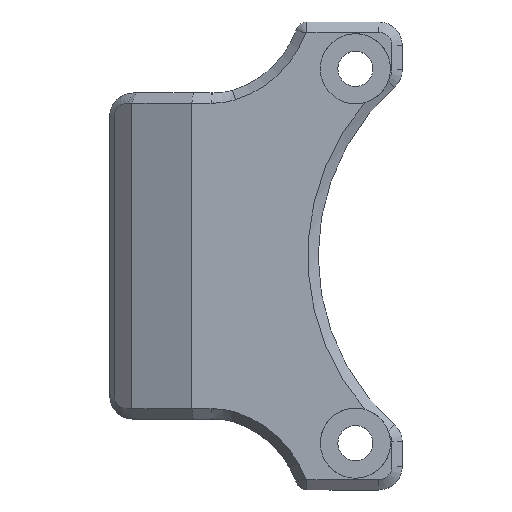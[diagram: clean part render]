
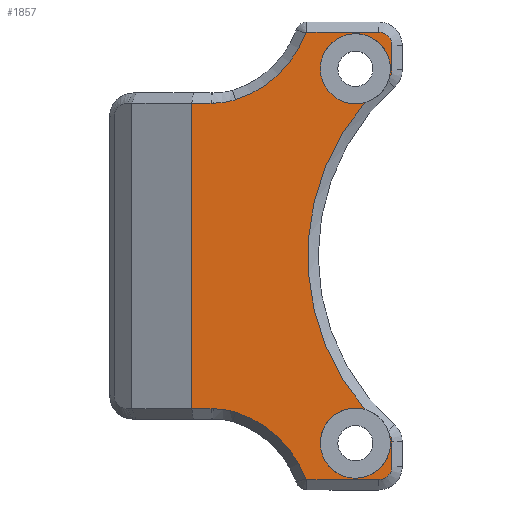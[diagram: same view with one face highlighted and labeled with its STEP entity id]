
A CAD part, top view. The second image highlights one B-rep face of the part: STEP entity #1857.
In plain terms, the highlighted planar face has unit normal (0, 0, 1).
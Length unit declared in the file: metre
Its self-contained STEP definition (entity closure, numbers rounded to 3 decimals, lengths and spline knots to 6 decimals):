
#54=B_SPLINE_CURVE_WITH_KNOTS('',3,(#2914,#2915,#2916,#2917),
 .UNSPECIFIED.,.F.,.F.,(4,4),(0.,1.),.UNSPECIFIED.);
#55=B_SPLINE_CURVE_WITH_KNOTS('',3,(#2926,#2927,#2928,#2929),
 .UNSPECIFIED.,.F.,.F.,(4,4),(0.,1.),.UNSPECIFIED.);
#56=B_SPLINE_CURVE_WITH_KNOTS('',3,(#2931,#2932,#2933,#2934),
 .UNSPECIFIED.,.F.,.F.,(4,4),(0.,1.),.UNSPECIFIED.);
#57=B_SPLINE_CURVE_WITH_KNOTS('',3,(#2938,#2939,#2940,#2941),
 .UNSPECIFIED.,.F.,.F.,(4,4),(0.,1.),.UNSPECIFIED.);
#58=B_SPLINE_CURVE_WITH_KNOTS('',3,(#2965,#2966,#2967,#2968),
 .UNSPECIFIED.,.F.,.F.,(4,4),(0.,1.),.UNSPECIFIED.);
#59=B_SPLINE_CURVE_WITH_KNOTS('',3,(#2972,#2973,#2974,#2975),
 .UNSPECIFIED.,.F.,.F.,(4,4),(0.,1.),.UNSPECIFIED.);
#138=CIRCLE('',#2000,0.0093);
#139=CIRCLE('',#2001,0.001118);
#140=CIRCLE('',#2002,0.001118);
#141=CIRCLE('',#2003,0.003);
#142=CIRCLE('',#2004,0.020067);
#143=CIRCLE('',#2005,0.003);
#144=CIRCLE('',#2006,0.001118);
#145=CIRCLE('',#2007,0.001118);
#146=CIRCLE('',#2008,0.0093);
#335=ORIENTED_EDGE('',*,*,#887,.T.);
#336=ORIENTED_EDGE('',*,*,#888,.T.);
#337=ORIENTED_EDGE('',*,*,#889,.T.);
#338=ORIENTED_EDGE('',*,*,#890,.T.);
#339=ORIENTED_EDGE('',*,*,#891,.T.);
#340=ORIENTED_EDGE('',*,*,#892,.T.);
#341=ORIENTED_EDGE('',*,*,#893,.T.);
#342=ORIENTED_EDGE('',*,*,#894,.T.);
#343=ORIENTED_EDGE('',*,*,#895,.T.);
#344=ORIENTED_EDGE('',*,*,#896,.T.);
#345=ORIENTED_EDGE('',*,*,#897,.T.);
#346=ORIENTED_EDGE('',*,*,#898,.T.);
#347=ORIENTED_EDGE('',*,*,#899,.F.);
#348=ORIENTED_EDGE('',*,*,#900,.T.);
#349=ORIENTED_EDGE('',*,*,#901,.F.);
#350=ORIENTED_EDGE('',*,*,#902,.T.);
#351=ORIENTED_EDGE('',*,*,#903,.T.);
#352=ORIENTED_EDGE('',*,*,#904,.T.);
#353=ORIENTED_EDGE('',*,*,#905,.T.);
#354=ORIENTED_EDGE('',*,*,#906,.T.);
#355=ORIENTED_EDGE('',*,*,#907,.T.);
#356=ORIENTED_EDGE('',*,*,#908,.T.);
#887=EDGE_CURVE('',#1159,#1160,#54,.T.);
#888=EDGE_CURVE('',#1160,#1161,#1328,.T.);
#889=EDGE_CURVE('',#1161,#1162,#1329,.T.);
#890=EDGE_CURVE('',#1162,#1163,#1330,.T.);
#891=EDGE_CURVE('',#1163,#1164,#55,.T.);
#892=EDGE_CURVE('',#1164,#1165,#56,.T.);
#893=EDGE_CURVE('',#1165,#1166,#138,.F.);
#894=EDGE_CURVE('',#1166,#1167,#57,.T.);
#895=EDGE_CURVE('',#1167,#1168,#1331,.T.);
#896=EDGE_CURVE('',#1168,#1169,#139,.T.);
#897=EDGE_CURVE('',#1169,#1170,#1332,.T.);
#898=EDGE_CURVE('',#1170,#1171,#140,.T.);
#899=EDGE_CURVE('',#1172,#1171,#141,.T.);
#900=EDGE_CURVE('',#1172,#1173,#142,.F.);
#901=EDGE_CURVE('',#1174,#1173,#143,.T.);
#902=EDGE_CURVE('',#1174,#1175,#144,.T.);
#903=EDGE_CURVE('',#1175,#1176,#1333,.T.);
#904=EDGE_CURVE('',#1176,#1177,#145,.T.);
#905=EDGE_CURVE('',#1177,#1178,#1334,.T.);
#906=EDGE_CURVE('',#1178,#1179,#58,.T.);
#907=EDGE_CURVE('',#1179,#1180,#146,.F.);
#908=EDGE_CURVE('',#1180,#1159,#59,.T.);
#1159=VERTEX_POINT('',#2918);
#1160=VERTEX_POINT('',#2919);
#1161=VERTEX_POINT('',#2921);
#1162=VERTEX_POINT('',#2923);
#1163=VERTEX_POINT('',#2925);
#1164=VERTEX_POINT('',#2930);
#1165=VERTEX_POINT('',#2935);
#1166=VERTEX_POINT('',#2937);
#1167=VERTEX_POINT('',#2942);
#1168=VERTEX_POINT('',#2944);
#1169=VERTEX_POINT('',#2946);
#1170=VERTEX_POINT('',#2948);
#1171=VERTEX_POINT('',#2950);
#1172=VERTEX_POINT('',#2952);
#1173=VERTEX_POINT('',#2954);
#1174=VERTEX_POINT('',#2956);
#1175=VERTEX_POINT('',#2958);
#1176=VERTEX_POINT('',#2960);
#1177=VERTEX_POINT('',#2962);
#1178=VERTEX_POINT('',#2964);
#1179=VERTEX_POINT('',#2969);
#1180=VERTEX_POINT('',#2971);
#1328=LINE('',#2920,#1478);
#1329=LINE('',#2922,#1479);
#1330=LINE('',#2924,#1480);
#1331=LINE('',#2943,#1481);
#1332=LINE('',#2947,#1482);
#1333=LINE('',#2959,#1483);
#1334=LINE('',#2963,#1484);
#1478=VECTOR('',#2316,1.);
#1479=VECTOR('',#2317,1.);
#1480=VECTOR('',#2318,1.);
#1481=VECTOR('',#2321,1.);
#1482=VECTOR('',#2324,1.);
#1483=VECTOR('',#2335,1.);
#1484=VECTOR('',#2338,1.);
#1562=EDGE_LOOP('',(#335,#336,#337,#338,#339,#340,#341,#342,#343,#344,#345,
#346,#347,#348,#349,#350,#351,#352,#353,#354,#355,#356));
#1685=FACE_BOUND('',#1562,.T.);
#1801=PLANE('',#1999);
#1857=ADVANCED_FACE('',(#1685),#1801,.T.);
#1999=AXIS2_PLACEMENT_3D('',#2913,#2314,#2315);
#2000=AXIS2_PLACEMENT_3D('',#2936,#2319,#2320);
#2001=AXIS2_PLACEMENT_3D('',#2945,#2322,#2323);
#2002=AXIS2_PLACEMENT_3D('',#2949,#2325,#2326);
#2003=AXIS2_PLACEMENT_3D('',#2951,#2327,#2328);
#2004=AXIS2_PLACEMENT_3D('',#2953,#2329,#2330);
#2005=AXIS2_PLACEMENT_3D('',#2955,#2331,#2332);
#2006=AXIS2_PLACEMENT_3D('',#2957,#2333,#2334);
#2007=AXIS2_PLACEMENT_3D('',#2961,#2336,#2337);
#2008=AXIS2_PLACEMENT_3D('',#2970,#2339,#2340);
#2314=DIRECTION('',(0.,0.,1.));
#2315=DIRECTION('',(1.,0.,0.));
#2316=DIRECTION('',(-1.,0.,0.));
#2317=DIRECTION('',(0.,-1.,0.));
#2318=DIRECTION('',(1.,0.,0.));
#2319=DIRECTION('',(0.,0.,1.));
#2320=DIRECTION('',(0.,-1.,0.));
#2321=DIRECTION('',(1.,0.,0.));
#2322=DIRECTION('',(0.,0.,1.));
#2323=DIRECTION('',(0.,-1.,0.));
#2324=DIRECTION('',(0.,1.,0.));
#2325=DIRECTION('',(0.,0.,1.));
#2326=DIRECTION('',(0.,-1.,0.));
#2327=DIRECTION('',(0.,0.,1.));
#2328=DIRECTION('',(0.,-1.,0.));
#2329=DIRECTION('',(0.,0.,1.));
#2330=DIRECTION('',(0.,-1.,0.));
#2331=DIRECTION('',(0.,0.,1.));
#2332=DIRECTION('',(0.,-1.,0.));
#2333=DIRECTION('',(0.,0.,1.));
#2334=DIRECTION('',(0.,-1.,0.));
#2335=DIRECTION('',(0.,1.,0.));
#2336=DIRECTION('',(0.,0.,1.));
#2337=DIRECTION('',(0.,-1.,0.));
#2338=DIRECTION('',(-1.,0.,0.));
#2339=DIRECTION('',(0.,0.,1.));
#2340=DIRECTION('',(0.,-1.,0.));
#2913=CARTESIAN_POINT('',(-0.037336,0.,0.042));
#2914=CARTESIAN_POINT('',(-0.056998,0.013057,0.042));
#2915=CARTESIAN_POINT('',(-0.05706,0.013056,0.042));
#2916=CARTESIAN_POINT('',(-0.057122,0.013056,0.042));
#2917=CARTESIAN_POINT('',(-0.057184,0.013055,0.042));
#2918=CARTESIAN_POINT('',(-0.056998,0.013057,0.042));
#2919=CARTESIAN_POINT('',(-0.057184,0.013055,0.042));
#2920=CARTESIAN_POINT('',(-0.058833,0.013055,0.042));
#2921=CARTESIAN_POINT('',(-0.058833,0.013055,0.042));
#2922=CARTESIAN_POINT('',(-0.058833,0.,0.042));
#2923=CARTESIAN_POINT('',(-0.058833,-0.013055,0.042));
#2924=CARTESIAN_POINT('',(-0.037336,-0.013055,0.042));
#2925=CARTESIAN_POINT('',(-0.057184,-0.013055,0.042));
#2926=CARTESIAN_POINT('',(-0.057184,-0.013055,0.042));
#2927=CARTESIAN_POINT('',(-0.057122,-0.013056,0.042));
#2928=CARTESIAN_POINT('',(-0.05706,-0.013056,0.042));
#2929=CARTESIAN_POINT('',(-0.056998,-0.013057,0.042));
#2930=CARTESIAN_POINT('',(-0.056998,-0.013057,0.042));
#2931=CARTESIAN_POINT('',(-0.056998,-0.013057,0.042));
#2932=CARTESIAN_POINT('',(-0.056311,-0.013075,0.042));
#2933=CARTESIAN_POINT('',(-0.055679,-0.013172,0.042));
#2934=CARTESIAN_POINT('',(-0.055104,-0.013349,0.042));
#2935=CARTESIAN_POINT('',(-0.055104,-0.013349,0.042));
#2936=CARTESIAN_POINT('',(-0.05784,-0.022237,0.042));
#2937=CARTESIAN_POINT('',(-0.049108,-0.019038,0.042));
#2938=CARTESIAN_POINT('',(-0.049108,-0.019038,0.042));
#2939=CARTESIAN_POINT('',(-0.049089,-0.019092,0.042));
#2940=CARTESIAN_POINT('',(-0.049049,-0.019118,0.042));
#2941=CARTESIAN_POINT('',(-0.048989,-0.019118,0.042));
#2942=CARTESIAN_POINT('',(-0.048989,-0.019118,0.042));
#2943=CARTESIAN_POINT('',(-0.037336,-0.019118,0.042));
#2944=CARTESIAN_POINT('',(-0.042842,-0.019118,0.042));
#2945=CARTESIAN_POINT('',(-0.042842,-0.018,0.042));
#2946=CARTESIAN_POINT('',(-0.041724,-0.018,0.042));
#2947=CARTESIAN_POINT('',(-0.041724,0.,0.042));
#2948=CARTESIAN_POINT('',(-0.041724,-0.015899,0.042));
#2949=CARTESIAN_POINT('',(-0.042842,-0.015899,0.042));
#2950=CARTESIAN_POINT('',(-0.04194,-0.015239,0.042));
#2951=CARTESIAN_POINT('',(-0.044842,-0.016,0.042));
#2952=CARTESIAN_POINT('',(-0.044033,-0.013111,0.042));
#2953=CARTESIAN_POINT('',(-0.028842,0.,0.042));
#2954=CARTESIAN_POINT('',(-0.044033,0.013111,0.042));
#2955=CARTESIAN_POINT('',(-0.044842,0.016,0.042));
#2956=CARTESIAN_POINT('',(-0.04194,0.015239,0.042));
#2957=CARTESIAN_POINT('',(-0.042842,0.015899,0.042));
#2958=CARTESIAN_POINT('',(-0.041724,0.015899,0.042));
#2959=CARTESIAN_POINT('',(-0.041724,0.,0.042));
#2960=CARTESIAN_POINT('',(-0.041724,0.018,0.042));
#2961=CARTESIAN_POINT('',(-0.042842,0.018,0.042));
#2962=CARTESIAN_POINT('',(-0.042842,0.019118,0.042));
#2963=CARTESIAN_POINT('',(-0.049122,0.019118,0.042));
#2964=CARTESIAN_POINT('',(-0.048989,0.019118,0.042));
#2965=CARTESIAN_POINT('',(-0.048989,0.019118,0.042));
#2966=CARTESIAN_POINT('',(-0.049049,0.019118,0.042));
#2967=CARTESIAN_POINT('',(-0.049089,0.019092,0.042));
#2968=CARTESIAN_POINT('',(-0.049108,0.019038,0.042));
#2969=CARTESIAN_POINT('',(-0.049108,0.019038,0.042));
#2970=CARTESIAN_POINT('',(-0.05784,0.022237,0.042));
#2971=CARTESIAN_POINT('',(-0.055104,0.013349,0.042));
#2972=CARTESIAN_POINT('',(-0.055104,0.013349,0.042));
#2973=CARTESIAN_POINT('',(-0.055679,0.013172,0.042));
#2974=CARTESIAN_POINT('',(-0.056311,0.013074,0.042));
#2975=CARTESIAN_POINT('',(-0.056998,0.013057,0.042));
